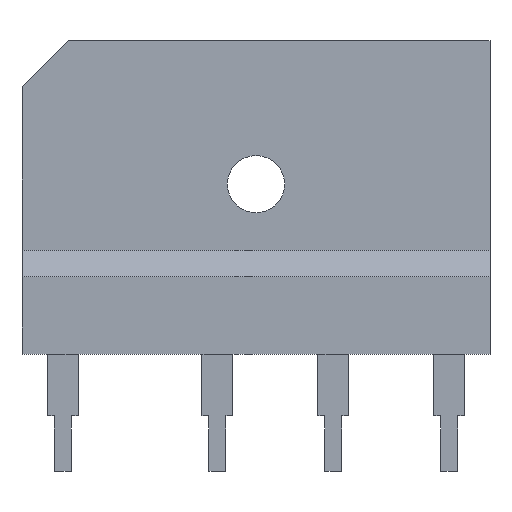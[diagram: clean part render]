
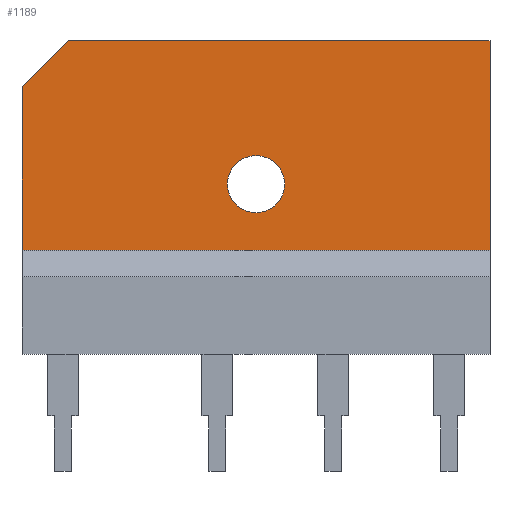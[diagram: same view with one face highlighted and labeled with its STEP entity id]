
A CAD part, front view. The second image highlights one B-rep face of the part: STEP entity #1189.
In plain terms, the highlighted planar face has unit normal (0, -1, 0).
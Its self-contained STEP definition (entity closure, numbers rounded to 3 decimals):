
#32=FACE_BOUND('',#119,.T.);
#41=CIRCLE('',#1267,1.85);
#48=FACE_OUTER_BOUND('',#118,.T.);
#118=EDGE_LOOP('',(#795,#796,#797,#798,#799));
#119=EDGE_LOOP('',(#800));
#199=LINE('',#1663,#358);
#200=LINE('',#1667,#359);
#201=LINE('',#1668,#360);
#202=LINE('',#1670,#361);
#203=LINE('',#1671,#362);
#358=VECTOR('',#1348,30.3);
#359=VECTOR('',#1351,4.243);
#360=VECTOR('',#1352,10.568);
#361=VECTOR('',#1353,13.568);
#362=VECTOR('',#1354,27.3);
#515=VERTEX_POINT('',#1657);
#517=VERTEX_POINT('',#1661);
#518=VERTEX_POINT('',#1665);
#519=VERTEX_POINT('',#1666);
#520=VERTEX_POINT('',#1669);
#521=VERTEX_POINT('',#1672);
#629=EDGE_CURVE('',#517,#515,#199,.T.);
#630=EDGE_CURVE('',#518,#519,#200,.T.);
#631=EDGE_CURVE('',#515,#518,#201,.T.);
#632=EDGE_CURVE('',#520,#517,#202,.T.);
#633=EDGE_CURVE('',#519,#520,#203,.T.);
#634=EDGE_CURVE('',#521,#521,#41,.T.);
#795=ORIENTED_EDGE('',*,*,#630,.F.);
#796=ORIENTED_EDGE('',*,*,#631,.F.);
#797=ORIENTED_EDGE('',*,*,#629,.F.);
#798=ORIENTED_EDGE('',*,*,#632,.F.);
#799=ORIENTED_EDGE('',*,*,#633,.F.);
#800=ORIENTED_EDGE('',*,*,#634,.F.);
#1122=PLANE('',#1266);
#1189=ADVANCED_FACE('',(#48,#32),#1122,.F.);
#1266=AXIS2_PLACEMENT_3D('',#1664,#1349,#1350);
#1267=AXIS2_PLACEMENT_3D('',#1673,#1355,#1356);
#1348=DIRECTION('',(-1.,0.,0.));
#1349=DIRECTION('center_axis',(0.,1.,0.));
#1350=DIRECTION('ref_axis',(0.,0.,1.));
#1351=DIRECTION('',(0.707,0.,0.707));
#1352=DIRECTION('',(0.,0.,1.));
#1353=DIRECTION('',(0.,0.,-1.));
#1354=DIRECTION('',(1.,0.,0.));
#1355=DIRECTION('center_axis',(0.,-1.,0.));
#1356=DIRECTION('ref_axis',(1.,0.,0.));
#1657=CARTESIAN_POINT('',(-15.15,-0.55,10.732));
#1661=CARTESIAN_POINT('',(15.15,-0.55,10.732));
#1663=CARTESIAN_POINT('',(15.15,-0.55,10.732));
#1664=CARTESIAN_POINT('Origin',(15.15,-0.55,11.252));
#1665=CARTESIAN_POINT('',(-15.15,-0.55,21.3));
#1666=CARTESIAN_POINT('',(-12.15,-0.55,24.3));
#1667=CARTESIAN_POINT('',(-8.587,-0.55,27.863));
#1668=CARTESIAN_POINT('',(-15.15,-0.55,16.276));
#1669=CARTESIAN_POINT('',(15.15,-0.55,24.3));
#1670=CARTESIAN_POINT('',(15.15,-0.55,7.626));
#1671=CARTESIAN_POINT('',(15.15,-0.55,24.3));
#1672=CARTESIAN_POINT('',(-1.85,-0.55,15.));
#1673=CARTESIAN_POINT('Origin',(0.,-0.55,15.));
